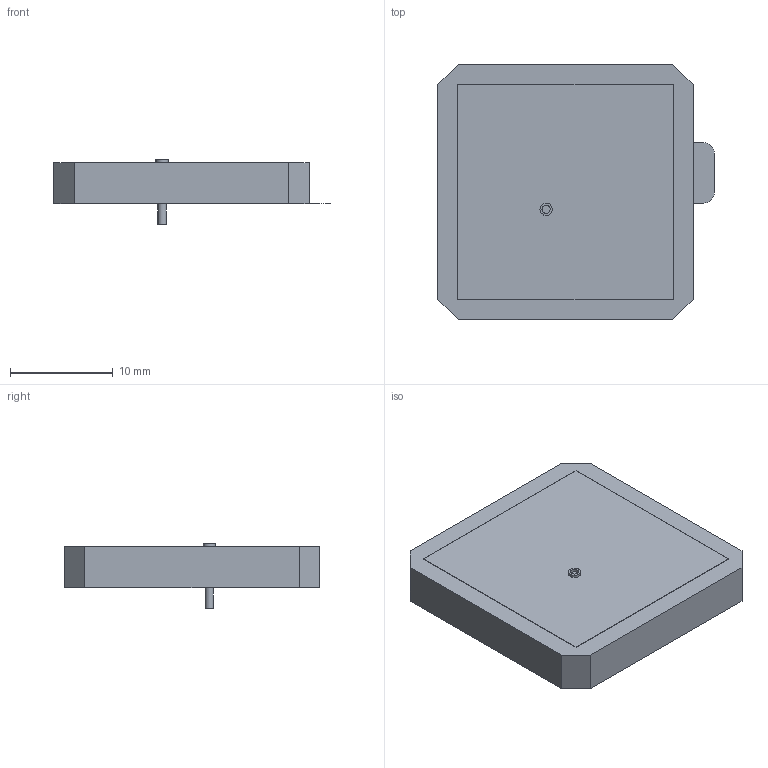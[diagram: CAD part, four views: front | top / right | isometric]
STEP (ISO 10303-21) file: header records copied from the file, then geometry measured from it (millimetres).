
FILE_DESCRIPTION(/* description */ (''),/* implementation_level */ '2;1');
FILE_NAME(/* name */ 'ANT2525B00DT1516S.step',/* time_stamp */ '2024-05-13T07:29:19+02:00',/* author */ (''),/* organization */ (''),/* preprocessor_version */ 'ST-DEVELOPER v20',/* originating_system */ 'Autodesk Translation Framework v12.20.1.177',/* authorisation */ '');
FILE_SCHEMA (('AUTOMOTIVE_DESIGN { 1 0 10303 214 3 1 1 }'));
Length unit declared in the file: millimetre
Products named in the file (1): ANT2525B00DT1516S
Bounding box: 26.9 x 24.85 x 6.3 mm (x, y, z)
Volume: 2466.4 mm3; surface area: 3570.2 mm2
Topology: 4 solids, 4 shells, 47 faces, 108 edges, 72 vertices
Faces by surface type: plane 39, cylinder 8
Full cylindrical faces by diameter (mm): 0.8 x2, 1.2 x3, 1.817 x1
Entity records: 1388 total; most frequent: CARTESIAN_POINT 228, DIRECTION 220, ORIENTED_EDGE 216, EDGE_CURVE 108, LINE 92, VECTOR 92, VERTEX_POINT 72, AXIS2_PLACEMENT_3D 64
